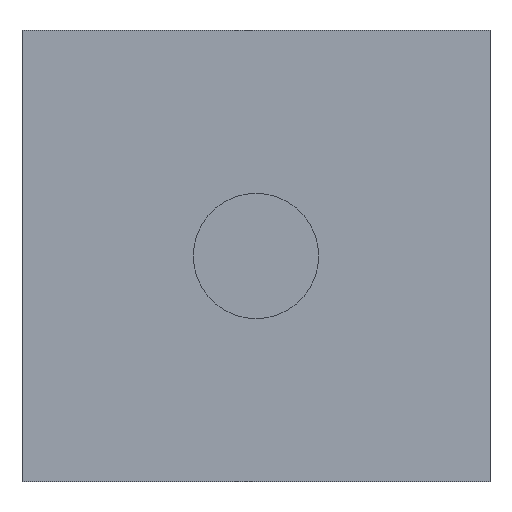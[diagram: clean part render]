
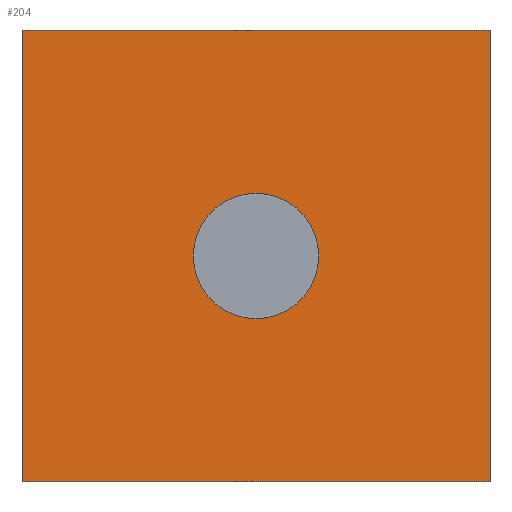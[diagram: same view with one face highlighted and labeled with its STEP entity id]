
A CAD part, front view. The second image highlights one B-rep face of the part: STEP entity #204.
In plain terms, the highlighted planar face has unit normal (0, -1, 0).
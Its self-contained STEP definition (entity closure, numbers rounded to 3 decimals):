
#4 = EDGE_LOOP ( 'NONE', ( #268, #91, #145, #117 ) ) ;
#7 = CARTESIAN_POINT ( 'NONE',  ( 0., 0., 2.7 ) ) ;
#8 = LINE ( 'NONE', #279, #184 ) ;
#16 = DIRECTION ( 'NONE',  ( 0., 0., -1. ) ) ;
#29 = CARTESIAN_POINT ( 'NONE',  ( 0., 0., -2.7 ) ) ;
#31 = LINE ( 'NONE', #7, #119 ) ;
#32 = FACE_OUTER_BOUND ( 'NONE', #4, .T. ) ;
#34 = VERTEX_POINT ( 'NONE', #258 ) ;
#35 = DIRECTION ( 'NONE',  ( 0., 0., 1. ) ) ;
#36 = DIRECTION ( 'NONE',  ( 0., 1., 0. ) ) ;
#40 = EDGE_LOOP ( 'NONE', ( #315, #68 ) ) ;
#44 = DIRECTION ( 'NONE',  ( 0., 0., -1. ) ) ;
#68 = ORIENTED_EDGE ( 'NONE', *, *, #271, .F. ) ;
#79 = EDGE_CURVE ( 'NONE', #34, #217, #31, .T. ) ;
#86 = AXIS2_PLACEMENT_3D ( 'NONE', #87, #36, #35 ) ;
#87 = CARTESIAN_POINT ( 'NONE',  ( 0., 0., 0. ) ) ;
#91 = ORIENTED_EDGE ( 'NONE', *, *, #195, .T. ) ;
#93 = VERTEX_POINT ( 'NONE', #106 ) ;
#97 = EDGE_CURVE ( 'NONE', #93, #216, #180, .T. ) ;
#106 = CARTESIAN_POINT ( 'NONE',  ( -2.8, 0., -2.7 ) ) ;
#115 = CARTESIAN_POINT ( 'NONE',  ( 2.8, 0., 2.7 ) ) ;
#117 = ORIENTED_EDGE ( 'NONE', *, *, #210, .F. ) ;
#119 = VECTOR ( 'NONE', #178, 1000. ) ;
#123 = CARTESIAN_POINT ( 'NONE',  ( 0., 0., -0.75 ) ) ;
#129 = CIRCLE ( 'NONE', #281, 0.75 ) ;
#130 = DIRECTION ( 'NONE',  ( 1., 0., 0. ) ) ;
#134 = DIRECTION ( 'NONE',  ( 0., 0., -1. ) ) ;
#139 = PLANE ( 'NONE',  #86 ) ;
#145 = ORIENTED_EDGE ( 'NONE', *, *, #97, .T. ) ;
#160 = VECTOR ( 'NONE', #130, 1000. ) ;
#164 = VERTEX_POINT ( 'NONE', #182 ) ;
#178 = DIRECTION ( 'NONE',  ( 1., 0., 0. ) ) ;
#180 = LINE ( 'NONE', #29, #160 ) ;
#182 = CARTESIAN_POINT ( 'NONE',  ( 0., 0., 0.75 ) ) ;
#184 = VECTOR ( 'NONE', #134, 1000. ) ;
#188 = CARTESIAN_POINT ( 'NONE',  ( 0., 0., 0. ) ) ;
#195 = EDGE_CURVE ( 'NONE', #34, #93, #8, .T. ) ;
#204 = ADVANCED_FACE ( 'NONE', ( #259, #32 ), #139, .F. ) ;
#207 = CIRCLE ( 'NONE', #253, 0.75 ) ;
#210 = EDGE_CURVE ( 'NONE', #217, #216, #240, .T. ) ;
#214 = CARTESIAN_POINT ( 'NONE',  ( 2.8, 0., 0. ) ) ;
#216 = VERTEX_POINT ( 'NONE', #286 ) ;
#217 = VERTEX_POINT ( 'NONE', #115 ) ;
#237 = EDGE_CURVE ( 'NONE', #309, #164, #129, .T. ) ;
#240 = LINE ( 'NONE', #214, #269 ) ;
#249 = DIRECTION ( 'NONE',  ( 0., -1., 0. ) ) ;
#251 = CARTESIAN_POINT ( 'NONE',  ( 0., 0., 0. ) ) ;
#253 = AXIS2_PLACEMENT_3D ( 'NONE', #251, #249, #44 ) ;
#258 = CARTESIAN_POINT ( 'NONE',  ( -2.8, 0., 2.7 ) ) ;
#259 = FACE_BOUND ( 'NONE', #40, .T. ) ;
#268 = ORIENTED_EDGE ( 'NONE', *, *, #79, .F. ) ;
#269 = VECTOR ( 'NONE', #16, 1000. ) ;
#271 = EDGE_CURVE ( 'NONE', #164, #309, #207, .T. ) ;
#279 = CARTESIAN_POINT ( 'NONE',  ( -2.8, 0., 0. ) ) ;
#281 = AXIS2_PLACEMENT_3D ( 'NONE', #188, #310, #306 ) ;
#286 = CARTESIAN_POINT ( 'NONE',  ( 2.8, 0., -2.7 ) ) ;
#306 = DIRECTION ( 'NONE',  ( 0., 0., -1. ) ) ;
#309 = VERTEX_POINT ( 'NONE', #123 ) ;
#310 = DIRECTION ( 'NONE',  ( 0., -1., 0. ) ) ;
#315 = ORIENTED_EDGE ( 'NONE', *, *, #237, .F. ) ;
